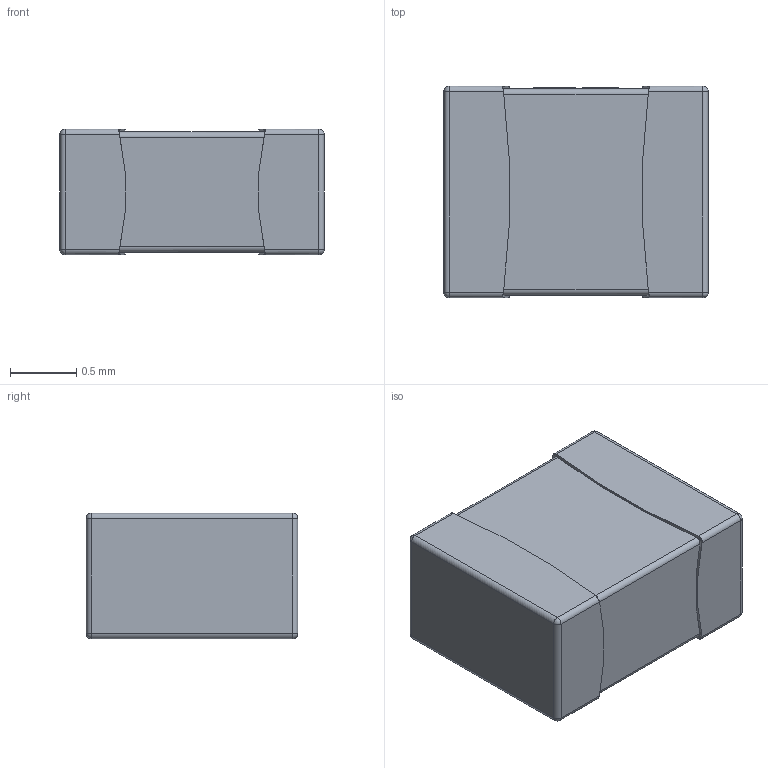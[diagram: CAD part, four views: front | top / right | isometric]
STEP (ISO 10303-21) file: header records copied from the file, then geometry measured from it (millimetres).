
FILE_DESCRIPTION (( 'STEP AP214' ), '1' );
FILE_NAME ('L0806_L2.0-W1.6-H1.0.step', '2022-07-09T01:22:50', ( '' ), ( '' ), 'SwSTEP 2.0', 'SolidWorks 2020', '' );
FILE_SCHEMA (( 'AUTOMOTIVE_DESIGN' ));
Length unit declared in the file: millimetre
Products named in the file (1): L0806_L2.0-W1.6-H1.0
Bounding box: 2 x 1.6 x 0.95 mm (x, y, z)
Volume: 2.9 mm3; surface area: 13 mm2
Topology: 1 solids, 1 shells, 341 faces, 923 edges, 602 vertices
Faces by surface type: plane 193, bspline 112, cylinder 28, sphere 8
Entity records: 15079 total; most frequent: CARTESIAN_POINT 4251, ORIENTED_EDGE 1830, DIRECTION 1155, EDGE_CURVE 915, VERTEX_POINT 602, LINE 599, VECTOR 599, EDGE_LOOP 367
